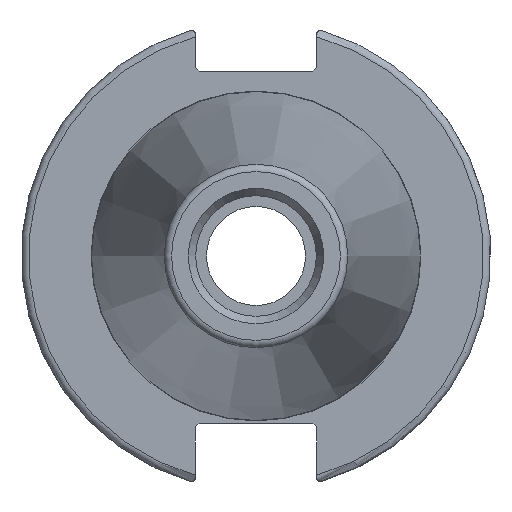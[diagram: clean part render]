
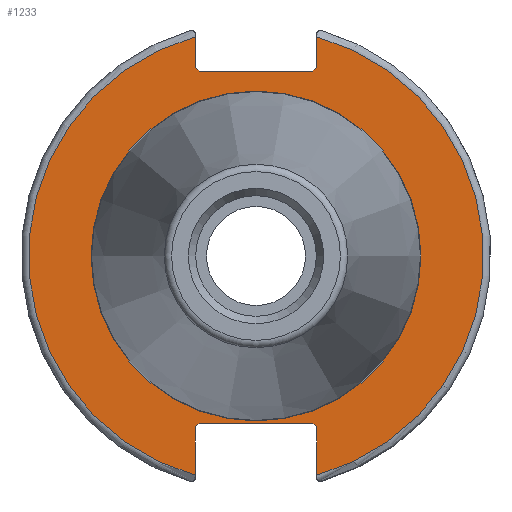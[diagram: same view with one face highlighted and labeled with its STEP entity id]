
A CAD part, left-side view. The second image highlights one B-rep face of the part: STEP entity #1233.
In plain terms, the highlighted planar face has unit normal (-1, 0, 0).
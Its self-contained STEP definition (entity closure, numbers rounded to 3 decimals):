
#70=FACE_BOUND('',#218,.T.);
#82=PLANE('',#1387);
#139=FACE_OUTER_BOUND('',#217,.T.);
#217=EDGE_LOOP('',(#871,#872,#873,#874,#875,#876,#877,#878,#879,#880,#881,
#882));
#218=EDGE_LOOP('',(#883));
#297=LINE('',#1923,#388);
#298=LINE('',#1925,#389);
#299=LINE('',#1927,#390);
#300=LINE('',#1929,#391);
#301=LINE('',#1931,#392);
#302=LINE('',#1935,#393);
#303=LINE('',#1937,#394);
#304=LINE('',#1939,#395);
#305=LINE('',#1941,#396);
#306=LINE('',#1942,#397);
#388=VECTOR('',#1561,10.);
#389=VECTOR('',#1562,10.);
#390=VECTOR('',#1563,10.);
#391=VECTOR('',#1564,10.);
#392=VECTOR('',#1565,10.);
#393=VECTOR('',#1568,10.);
#394=VECTOR('',#1569,10.);
#395=VECTOR('',#1570,10.);
#396=VECTOR('',#1571,10.);
#397=VECTOR('',#1572,10.);
#485=CIRCLE('',#1385,22.3);
#487=CIRCLE('',#1388,30.75);
#488=CIRCLE('',#1389,30.75);
#546=VERTEX_POINT('',#1914);
#547=VERTEX_POINT('',#1919);
#548=VERTEX_POINT('',#1920);
#549=VERTEX_POINT('',#1922);
#550=VERTEX_POINT('',#1924);
#551=VERTEX_POINT('',#1926);
#552=VERTEX_POINT('',#1928);
#553=VERTEX_POINT('',#1930);
#554=VERTEX_POINT('',#1932);
#555=VERTEX_POINT('',#1934);
#556=VERTEX_POINT('',#1936);
#557=VERTEX_POINT('',#1938);
#558=VERTEX_POINT('',#1940);
#672=EDGE_CURVE('',#546,#546,#485,.T.);
#674=EDGE_CURVE('',#547,#548,#487,.T.);
#675=EDGE_CURVE('',#547,#549,#297,.T.);
#676=EDGE_CURVE('',#550,#549,#298,.T.);
#677=EDGE_CURVE('',#550,#551,#299,.T.);
#678=EDGE_CURVE('',#552,#551,#300,.T.);
#679=EDGE_CURVE('',#552,#553,#301,.T.);
#680=EDGE_CURVE('',#554,#553,#488,.T.);
#681=EDGE_CURVE('',#554,#555,#302,.T.);
#682=EDGE_CURVE('',#556,#555,#303,.T.);
#683=EDGE_CURVE('',#556,#557,#304,.T.);
#684=EDGE_CURVE('',#558,#557,#305,.T.);
#685=EDGE_CURVE('',#558,#548,#306,.T.);
#871=ORIENTED_EDGE('',*,*,#674,.F.);
#872=ORIENTED_EDGE('',*,*,#675,.T.);
#873=ORIENTED_EDGE('',*,*,#676,.F.);
#874=ORIENTED_EDGE('',*,*,#677,.T.);
#875=ORIENTED_EDGE('',*,*,#678,.F.);
#876=ORIENTED_EDGE('',*,*,#679,.T.);
#877=ORIENTED_EDGE('',*,*,#680,.F.);
#878=ORIENTED_EDGE('',*,*,#681,.T.);
#879=ORIENTED_EDGE('',*,*,#682,.F.);
#880=ORIENTED_EDGE('',*,*,#683,.T.);
#881=ORIENTED_EDGE('',*,*,#684,.F.);
#882=ORIENTED_EDGE('',*,*,#685,.T.);
#883=ORIENTED_EDGE('',*,*,#672,.F.);
#1233=ADVANCED_FACE('',(#139,#70),#82,.T.);
#1385=AXIS2_PLACEMENT_3D('',#1916,#1553,#1554);
#1387=AXIS2_PLACEMENT_3D('',#1918,#1557,#1558);
#1388=AXIS2_PLACEMENT_3D('',#1921,#1559,#1560);
#1389=AXIS2_PLACEMENT_3D('',#1933,#1566,#1567);
#1553=DIRECTION('center_axis',(-1.,0.,0.));
#1554=DIRECTION('ref_axis',(0.,-1.,0.));
#1557=DIRECTION('center_axis',(-1.,0.,0.));
#1558=DIRECTION('ref_axis',(0.,0.,1.));
#1559=DIRECTION('center_axis',(1.,0.,0.));
#1560=DIRECTION('ref_axis',(0.,-1.,0.));
#1561=DIRECTION('',(0.,0.,-1.));
#1562=DIRECTION('',(0.,-0.707,0.707));
#1563=DIRECTION('',(0.,1.,0.));
#1564=DIRECTION('',(0.,-0.707,-0.707));
#1565=DIRECTION('',(0.,0.,1.));
#1566=DIRECTION('center_axis',(1.,0.,0.));
#1567=DIRECTION('ref_axis',(0.,1.,0.));
#1568=DIRECTION('',(0.,0.,1.));
#1569=DIRECTION('',(0.,0.707,-0.707));
#1570=DIRECTION('',(0.,-1.,0.));
#1571=DIRECTION('',(0.,0.707,0.707));
#1572=DIRECTION('',(0.,0.,-1.));
#1914=CARTESIAN_POINT('',(3.175,0.,22.3));
#1916=CARTESIAN_POINT('Origin',(3.175,0.,0.));
#1918=CARTESIAN_POINT('Origin',(3.175,31.75,0.));
#1919=CARTESIAN_POINT('',(3.175,-8.19,29.639));
#1920=CARTESIAN_POINT('',(3.175,-8.19,-29.639));
#1921=CARTESIAN_POINT('Origin',(3.175,0.,0.));
#1922=CARTESIAN_POINT('',(3.175,-8.19,25.5));
#1923=CARTESIAN_POINT('',(3.175,-8.19,12.5));
#1924=CARTESIAN_POINT('',(3.175,-7.69,25.));
#1925=CARTESIAN_POINT('',(3.175,8.295,9.015));
#1926=CARTESIAN_POINT('',(3.175,7.69,25.));
#1927=CARTESIAN_POINT('',(3.175,15.875,25.));
#1928=CARTESIAN_POINT('',(3.175,8.19,25.5));
#1929=CARTESIAN_POINT('',(3.175,7.58,24.89));
#1930=CARTESIAN_POINT('',(3.175,8.19,29.639));
#1931=CARTESIAN_POINT('',(3.175,8.19,12.5));
#1932=CARTESIAN_POINT('',(3.175,8.19,-29.639));
#1933=CARTESIAN_POINT('Origin',(3.175,0.,0.));
#1934=CARTESIAN_POINT('',(3.175,8.19,-23.1));
#1935=CARTESIAN_POINT('',(3.175,8.19,-11.3));
#1936=CARTESIAN_POINT('',(3.175,7.69,-22.6));
#1937=CARTESIAN_POINT('',(3.175,8.18,-23.09));
#1938=CARTESIAN_POINT('',(3.175,-7.69,-22.6));
#1939=CARTESIAN_POINT('',(3.175,15.875,-22.6));
#1940=CARTESIAN_POINT('',(3.175,-8.19,-23.1));
#1941=CARTESIAN_POINT('',(3.175,7.695,-7.215));
#1942=CARTESIAN_POINT('',(3.175,-8.19,-11.3));
